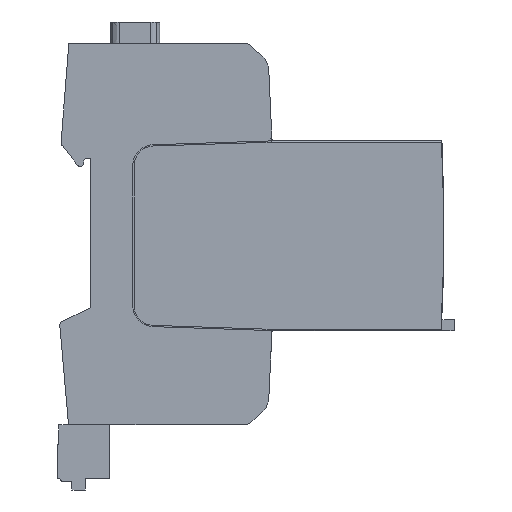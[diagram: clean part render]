
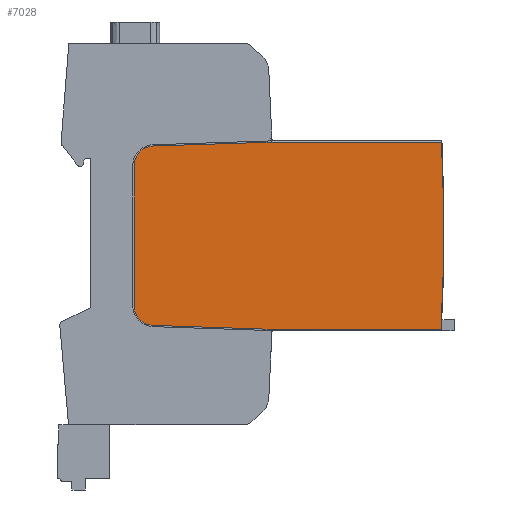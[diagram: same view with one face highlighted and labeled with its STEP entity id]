
A CAD part, left-side view. The second image highlights one B-rep face of the part: STEP entity #7028.
In plain terms, the highlighted planar face has unit normal (-1, 0, 0).
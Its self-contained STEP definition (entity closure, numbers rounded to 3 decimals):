
#703=CARTESIAN_POINT('',(-45.,336.41,0.75));
#704=DIRECTION('',(1.,0.,0.));
#705=DIRECTION('',(0.,-0.999,0.05));
#706=AXIS2_PLACEMENT_3D('',#703,#704,#705);
#708=DIRECTION('',(0.,1.,0.));
#709=VECTOR('',#708,39.924);
#710=CARTESIAN_POINT('',(-45.,-78.838,-22.527));
#711=LINE('',#710,#709);
#712=DIRECTION('',(0.,0.999,0.033));
#713=VECTOR('',#712,28.085);
#714=CARTESIAN_POINT('',(-45.,-38.914,
-22.527));
#715=LINE('',#714,#713);
#716=CARTESIAN_POINT('',(-45.,-11.,-16.9));
#717=DIRECTION('',(-1.,0.,0.));
#718=DIRECTION('',(0.,1.,0.));
#719=AXIS2_PLACEMENT_3D('',#716,#717,#718);
#721=DIRECTION('',(0.,0.,1.));
#722=VECTOR('',#721,33.);
#723=CARTESIAN_POINT('',(-45.,-6.3,-16.9));
#724=LINE('',#723,#722);
#725=CARTESIAN_POINT('',(-45.,-11.,16.1));
#726=DIRECTION('',(-1.,0.,0.));
#727=DIRECTION('',(0.,0.032,0.999));
#728=AXIS2_PLACEMENT_3D('',#725,#726,#727);
#730=DIRECTION('',(0.,-0.999,0.032));
#731=VECTOR('',#730,28.08);
#732=CARTESIAN_POINT('',(-45.,-10.849,20.798));
#733=LINE('',#732,#731);
#734=DIRECTION('',(0.,1.,0.));
#735=VECTOR('',#734,40.048);
#736=CARTESIAN_POINT('',(-45.,-78.962,21.7));
#737=LINE('',#736,#735);
#874=CARTESIAN_POINT('',(-45.,-78.838,-22.527));
#2338=CARTESIAN_POINT('',(-45.,-78.962,21.7));
#6593=CARTESIAN_POINT('',(-45.,-38.914,
-22.527));
#6594=VERTEX_POINT('',#6593);
#6595=CARTESIAN_POINT('',(-45.,-10.844,-21.597));
#6596=VERTEX_POINT('',#6595);
#6597=CARTESIAN_POINT('',(-45.,-6.3,-16.9));
#6598=VERTEX_POINT('',#6597);
#6599=CARTESIAN_POINT('',(-45.,-6.3,16.1));
#6600=VERTEX_POINT('',#6599);
#6601=CARTESIAN_POINT('',(-45.,-10.849,20.798));
#6602=VERTEX_POINT('',#6601);
#6603=CARTESIAN_POINT('',(-45.,-38.914,
21.7));
#6604=VERTEX_POINT('',#6603);
#6811=VERTEX_POINT('',#874);
#6812=VERTEX_POINT('',#2338);
#7005=CARTESIAN_POINT('',(-45.,0.,0.));
#7006=DIRECTION('',(1.,0.,0.));
#7007=DIRECTION('',(0.,1.,0.));
#7008=AXIS2_PLACEMENT_3D('',#7005,#7006,#7007);
#7009=PLANE('',#7008);
#7011=ORIENTED_EDGE('',*,*,#7010,.T.);
#7013=ORIENTED_EDGE('',*,*,#7012,.T.);
#7015=ORIENTED_EDGE('',*,*,#7014,.T.);
#7017=ORIENTED_EDGE('',*,*,#7016,.F.);
#7019=ORIENTED_EDGE('',*,*,#7018,.T.);
#7021=ORIENTED_EDGE('',*,*,#7020,.F.);
#7023=ORIENTED_EDGE('',*,*,#7022,.T.);
#7025=ORIENTED_EDGE('',*,*,#7024,.F.);
#7026=EDGE_LOOP('',(#7011,#7013,#7015,#7017,#7019,#7021,#7023,#7025));
#7027=FACE_OUTER_BOUND('',#7026,.F.);
#707=CIRCLE('',#706,415.9);
#720=CIRCLE('',#719,4.7);
#729=CIRCLE('',#728,4.7);
#7010=EDGE_CURVE('',#6812,#6811,#707,.T.);
#7012=EDGE_CURVE('',#6811,#6594,#711,.T.);
#7014=EDGE_CURVE('',#6594,#6596,#715,.T.);
#7016=EDGE_CURVE('',#6598,#6596,#720,.T.);
#7018=EDGE_CURVE('',#6598,#6600,#724,.T.);
#7020=EDGE_CURVE('',#6602,#6600,#729,.T.);
#7022=EDGE_CURVE('',#6602,#6604,#733,.T.);
#7024=EDGE_CURVE('',#6812,#6604,#737,.T.);
#7028=ADVANCED_FACE('',(#7027),#7009,.F.);
